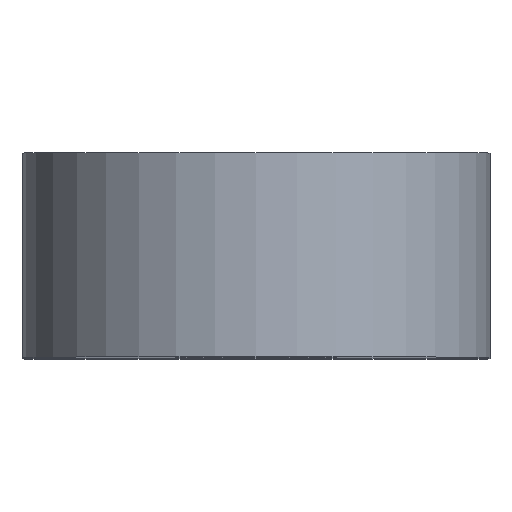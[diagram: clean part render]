
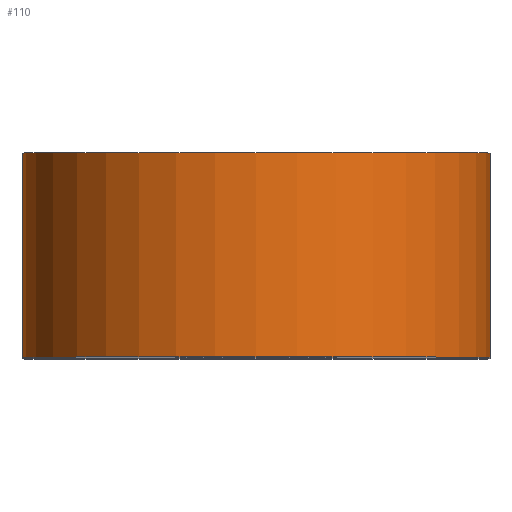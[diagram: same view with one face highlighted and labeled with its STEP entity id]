
A CAD part, top view. The second image highlights one B-rep face of the part: STEP entity #110.
In plain terms, the highlighted cylindrical face has radius 27.5 mm (diameter 55 mm), a full revolution.
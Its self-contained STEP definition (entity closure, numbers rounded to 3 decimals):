
#26=FACE_OUTER_BOUND('',#34,.T.);
#34=EDGE_LOOP('',(#85,#86,#87,#88));
#46=LINE('',#197,#50);
#50=VECTOR('',#161,27.5);
#55=CIRCLE('',#136,27.5);
#56=CIRCLE('',#137,27.5);
#63=VERTEX_POINT('',#194);
#64=VERTEX_POINT('',#196);
#72=EDGE_CURVE('',#63,#63,#55,.T.);
#73=EDGE_CURVE('',#63,#64,#46,.T.);
#74=EDGE_CURVE('',#64,#64,#56,.T.);
#85=ORIENTED_EDGE('',*,*,#72,.F.);
#86=ORIENTED_EDGE('',*,*,#73,.T.);
#87=ORIENTED_EDGE('',*,*,#74,.T.);
#88=ORIENTED_EDGE('',*,*,#73,.F.);
#106=CYLINDRICAL_SURFACE('',#135,27.5);
#110=ADVANCED_FACE('',(#26),#106,.T.);
#135=AXIS2_PLACEMENT_3D('',#193,#157,#158);
#136=AXIS2_PLACEMENT_3D('',#195,#159,#160);
#137=AXIS2_PLACEMENT_3D('',#198,#162,#163);
#157=DIRECTION('center_axis',(0.,-1.,0.));
#158=DIRECTION('ref_axis',(1.,0.,0.));
#159=DIRECTION('center_axis',(0.,-1.,0.));
#160=DIRECTION('ref_axis',(1.,0.,0.));
#161=DIRECTION('',(0.,1.,0.));
#162=DIRECTION('center_axis',(0.,-1.,0.));
#163=DIRECTION('ref_axis',(1.,0.,0.));
#193=CARTESIAN_POINT('Origin',(-36.,0.,57.));
#194=CARTESIAN_POINT('',(-63.5,-24.,57.));
#195=CARTESIAN_POINT('Origin',(-36.,-24.,57.));
#196=CARTESIAN_POINT('',(-63.5,0.,57.));
#197=CARTESIAN_POINT('',(-63.5,0.,57.));
#198=CARTESIAN_POINT('Origin',(-36.,0.,57.));
